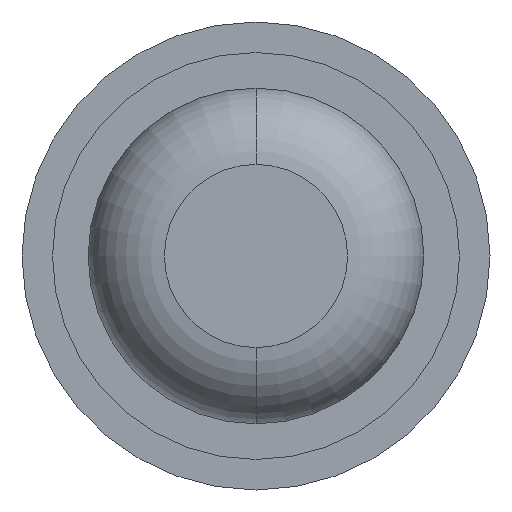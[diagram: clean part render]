
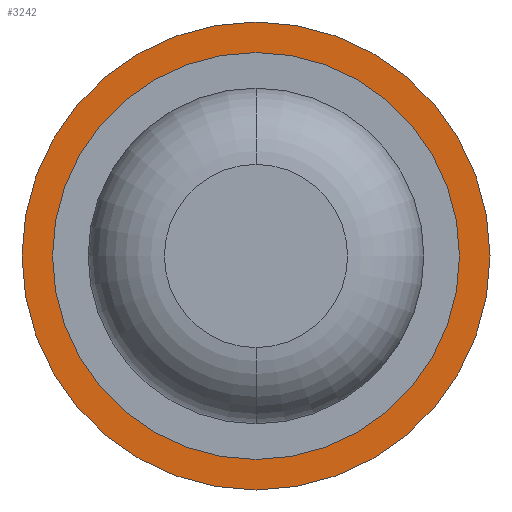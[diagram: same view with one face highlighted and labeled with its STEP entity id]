
A CAD part, front view. The second image highlights one B-rep face of the part: STEP entity #3242.
In plain terms, the highlighted planar face has unit normal (0, -1, 0).
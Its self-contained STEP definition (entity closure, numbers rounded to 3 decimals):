
#83 = DIRECTION ( 'NONE',  ( 0., 0., 1. ) ) ;
#117 = CARTESIAN_POINT ( 'NONE',  ( 0., 9.4, -1.15 ) ) ;
#245 = DIRECTION ( 'NONE',  ( 0., 1., 0. ) ) ;
#274 = DIRECTION ( 'NONE',  ( 0., 1., 0. ) ) ;
#277 = FACE_OUTER_BOUND ( 'NONE', #1907, .T. ) ;
#335 = CARTESIAN_POINT ( 'NONE',  ( 0., 9.4, 0.5 ) ) ;
#621 = DIRECTION ( 'NONE',  ( 0., 1., 0. ) ) ;
#658 = CIRCLE ( 'NONE', #2640, 1.15 ) ;
#679 = PLANE ( 'NONE',  #1648 ) ;
#740 = CARTESIAN_POINT ( 'NONE',  ( 0., 9.4, -0.5 ) ) ;
#752 = ORIENTED_EDGE ( 'NONE', *, *, #1906, .T. ) ;
#936 = CARTESIAN_POINT ( 'NONE',  ( 0., 9.4, 0. ) ) ;
#963 = DIRECTION ( 'NONE',  ( 0., 0., 1. ) ) ;
#967 = DIRECTION ( 'NONE',  ( 0., 0., 1. ) ) ;
#992 = DIRECTION ( 'NONE',  ( 0., 1., 0. ) ) ;
#999 = CARTESIAN_POINT ( 'NONE',  ( 1.136, 9.4, 0. ) ) ;
#1139 = ORIENTED_EDGE ( 'NONE', *, *, #2259, .F. ) ;
#1257 = CARTESIAN_POINT ( 'NONE',  ( 0., 9.4, 0. ) ) ;
#1480 = EDGE_CURVE ( 'NONE', #2127, #2941, #3502, .T. ) ;
#1641 = CARTESIAN_POINT ( 'NONE',  ( 0., 9.4, 0. ) ) ;
#1648 = AXIS2_PLACEMENT_3D ( 'NONE', #999, #3174, #963 ) ;
#1725 = VERTEX_POINT ( 'NONE', #740 ) ;
#1906 = EDGE_CURVE ( 'NONE', #4070, #1725, #3319, .T. ) ;
#1907 = EDGE_LOOP ( 'NONE', ( #1139, #2401 ) ) ;
#1931 = CIRCLE ( 'NONE', #2487, 0.5 ) ;
#2066 = AXIS2_PLACEMENT_3D ( 'NONE', #936, #274, #3436 ) ;
#2125 = CARTESIAN_POINT ( 'NONE',  ( 0., 9.4, 0. ) ) ;
#2127 = VERTEX_POINT ( 'NONE', #117 ) ;
#2259 = EDGE_CURVE ( 'NONE', #2941, #2127, #658, .T. ) ;
#2401 = ORIENTED_EDGE ( 'NONE', *, *, #1480, .F. ) ;
#2487 = AXIS2_PLACEMENT_3D ( 'NONE', #1641, #992, #83 ) ;
#2520 = EDGE_CURVE ( 'NONE', #1725, #4070, #1931, .T. ) ;
#2541 = ORIENTED_EDGE ( 'NONE', *, *, #2520, .T. ) ;
#2640 = AXIS2_PLACEMENT_3D ( 'NONE', #2125, #245, #3094 ) ;
#2732 = EDGE_LOOP ( 'NONE', ( #2541, #752 ) ) ;
#2752 = CARTESIAN_POINT ( 'NONE',  ( 0., 9.4, 1.15 ) ) ;
#2941 = VERTEX_POINT ( 'NONE', #2752 ) ;
#3094 = DIRECTION ( 'NONE',  ( 0., 0., 1. ) ) ;
#3100 = FACE_BOUND ( 'NONE', #2732, .T. ) ;
#3160 = AXIS2_PLACEMENT_3D ( 'NONE', #1257, #621, #967 ) ;
#3174 = DIRECTION ( 'NONE',  ( 0., 1., 0. ) ) ;
#3242 = ADVANCED_FACE ( 'NONE', ( #3100, #277 ), #679, .F. ) ;
#3319 = CIRCLE ( 'NONE', #2066, 0.5 ) ;
#3436 = DIRECTION ( 'NONE',  ( 0., 0., 1. ) ) ;
#3502 = CIRCLE ( 'NONE', #3160, 1.15 ) ;
#4070 = VERTEX_POINT ( 'NONE', #335 ) ;
